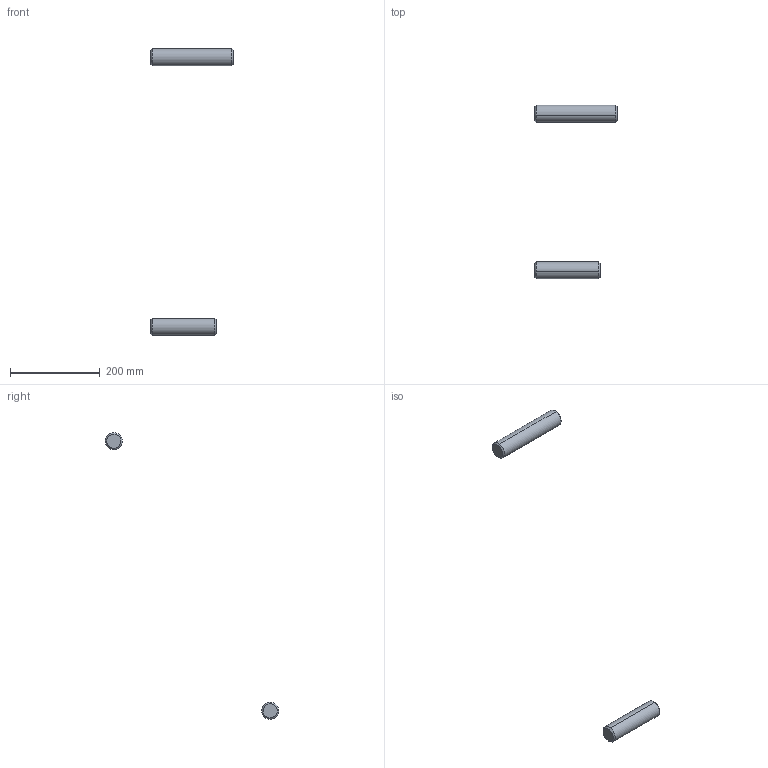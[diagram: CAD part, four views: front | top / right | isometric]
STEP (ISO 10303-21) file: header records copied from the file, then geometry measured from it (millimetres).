
FILE_DESCRIPTION (( 'STEP AP203' ), '1' );
FILE_NAME ('UpperPivotArm_Hardware.STEP', '2023-07-27T05:56:53', ( '' ), ( '' ), 'SwSTEP 2.0', 'SolidWorks 2021', '' );
FILE_SCHEMA (( 'CONFIG_CONTROL_DESIGN' ));
Length unit declared in the file: centimetre
Products named in the file (4): Part 7-1; Part 11-1; UpperPivotArm_Hardware; Lift Arm _1_
Assembly tree (3 placements, depth 3):
  UpperPivotArm_Hardware
    Lift Arm _1_
      Part 7-1
      Part 11-1
Bounding box: 184.15 x 386.6 x 638.71 mm (x, y, z)
Volume: 374179.2 mm3; surface area: 43140.6 mm2
Topology: 2 solids, 2 shells, 16 faces, 28 edges, 16 vertices
Faces by surface type: cone 8, cylinder 4, plane 4
Entity records: 802 total; most frequent: DIRECTION 90, CARTESIAN_POINT 67, ORIENTED_EDGE 56, AXIS2_PLACEMENT_3D 39, PERSON_AND_ORGANIZATION 35, EDGE_CURVE 28, LOCAL_TIME 26, CALENDAR_DATE 26
